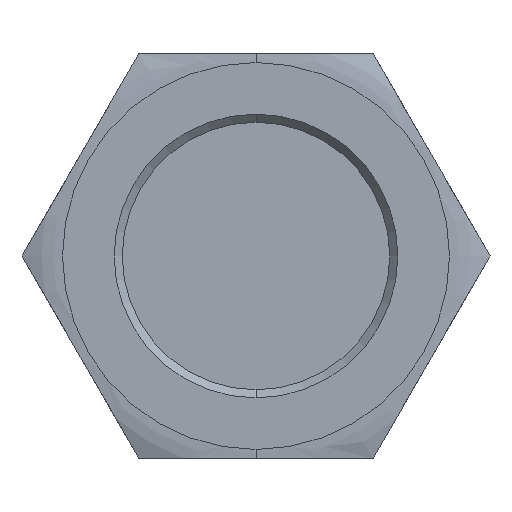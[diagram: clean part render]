
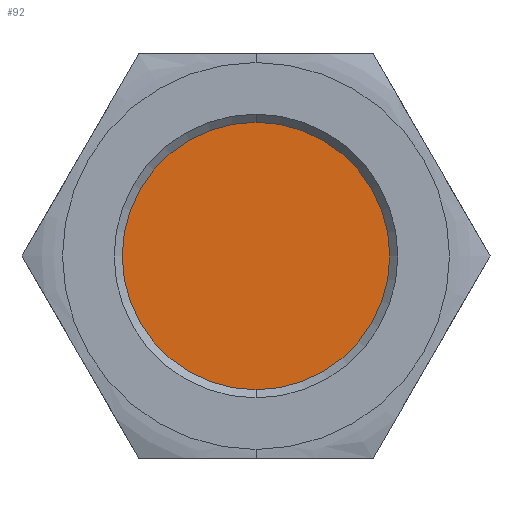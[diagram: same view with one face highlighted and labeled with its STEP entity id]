
A CAD part, front view. The second image highlights one B-rep face of the part: STEP entity #92.
In plain terms, the highlighted planar face has unit normal (0, -1, 0).
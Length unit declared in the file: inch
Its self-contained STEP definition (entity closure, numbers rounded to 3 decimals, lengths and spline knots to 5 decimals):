
#58 = ORIENTED_EDGE ( 'NONE', *, *, #152, .F. ) ;
#64 = EDGE_CURVE ( 'NONE', #153, #172, #538, .T. ) ;
#65 = ORIENTED_EDGE ( 'NONE', *, *, #64, .F. ) ;
#90 = EDGE_LOOP ( 'NONE', ( #58, #65 ) ) ;
#92 = ADVANCED_FACE ( 'NONE', ( #526 ), #525, .T. ) ;
#152 = EDGE_CURVE ( 'NONE', #172, #153, #376, .T. ) ;
#153 = VERTEX_POINT ( 'NONE', #361 ) ;
#172 = VERTEX_POINT ( 'NONE', #618 ) ;
#361 = CARTESIAN_POINT ( 'NONE',  ( 0., -2., 0.0825 ) ) ;
#362 = DIRECTION ( 'NONE',  ( 0., 0., 1. ) ) ;
#363 = DIRECTION ( 'NONE',  ( 0., 1., 0. ) ) ;
#364 = CARTESIAN_POINT ( 'NONE',  ( 0., -2., 0. ) ) ;
#375 = AXIS2_PLACEMENT_3D ( 'NONE', #364, #363, #362 ) ;
#376 = CIRCLE ( 'NONE', #375, 0.0825 ) ;
#521 = DIRECTION ( 'NONE',  ( 0., 0., 1. ) ) ;
#522 = DIRECTION ( 'NONE',  ( 0., -1., 0. ) ) ;
#523 = CARTESIAN_POINT ( 'NONE',  ( 0., -2., 0. ) ) ;
#524 = AXIS2_PLACEMENT_3D ( 'NONE', #523, #522, #521 ) ;
#525 = PLANE ( 'NONE',  #524 ) ;
#526 = FACE_OUTER_BOUND ( 'NONE', #90, .T. ) ;
#534 = DIRECTION ( 'NONE',  ( 0., 0., 1. ) ) ;
#535 = DIRECTION ( 'NONE',  ( 0., 1., 0. ) ) ;
#536 = CARTESIAN_POINT ( 'NONE',  ( 0., -2., 0. ) ) ;
#537 = AXIS2_PLACEMENT_3D ( 'NONE', #536, #535, #534 ) ;
#538 = CIRCLE ( 'NONE', #537, 0.0825 ) ;
#618 = CARTESIAN_POINT ( 'NONE',  ( 0., -2., -0.0825 ) ) ;
